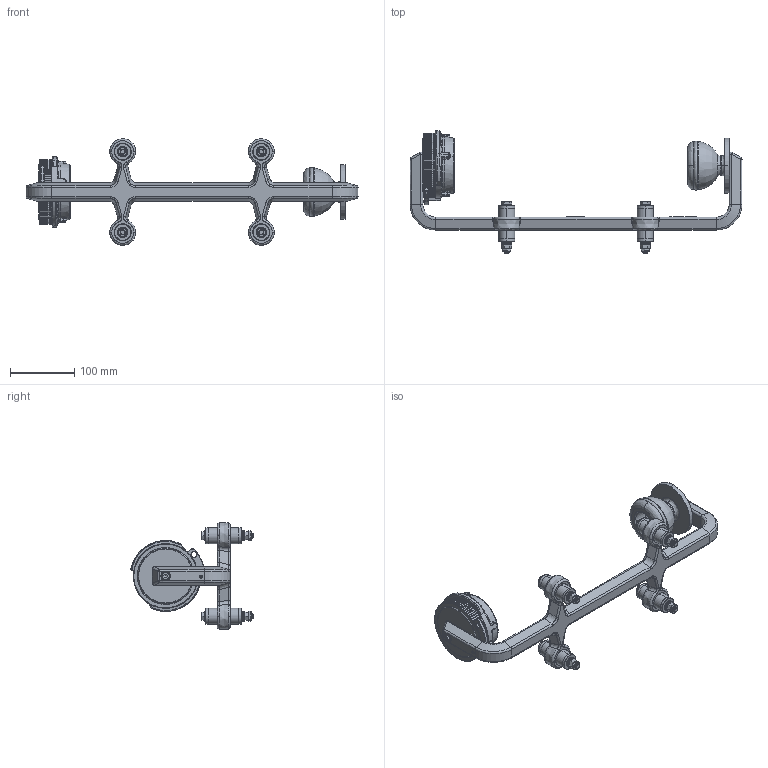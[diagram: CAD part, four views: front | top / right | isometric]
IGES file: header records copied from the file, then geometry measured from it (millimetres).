
Start section: SolidWorks IGES file using analytic representation for surfaces
Global section: file name: CM3_AV_250243.IGS; native system: SolidWorks 2010; preprocessor: SolidWorks 2010; author: LarsenR; date: 121022.080107; units: millimetre
Bounding box: 515 x 189.56 x 165 mm (x, y, z)
Surface area: 197026.1 mm2 (no closed solid volume)
Topology: 0 solids, 0 shells, 1007 faces, 13408 edges, 13383 vertices
Faces by surface type: bspline 505, revolution 502
